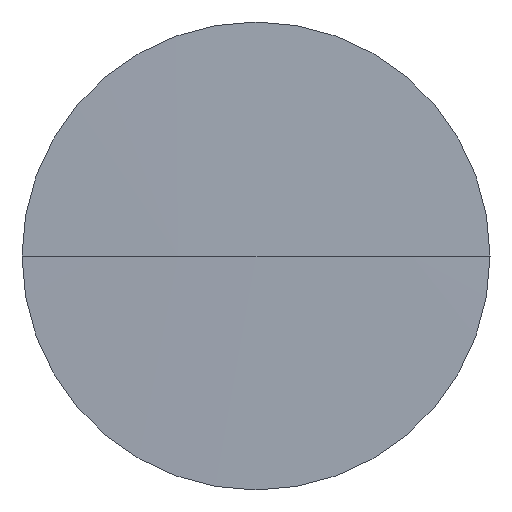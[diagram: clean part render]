
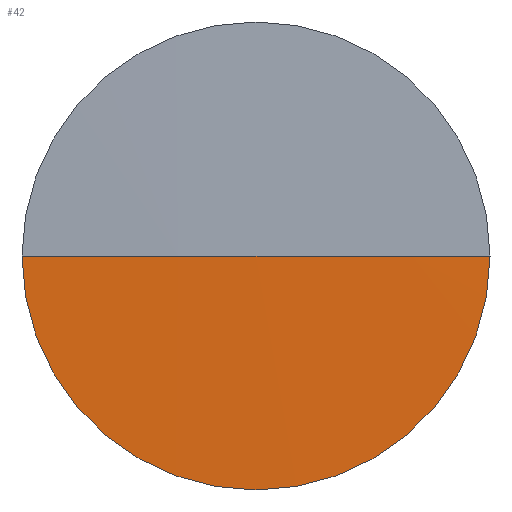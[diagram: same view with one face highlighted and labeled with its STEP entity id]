
A CAD part, left-side view. The second image highlights one B-rep face of the part: STEP entity #42.
In plain terms, the highlighted spherical face has radius 733.069 mm.
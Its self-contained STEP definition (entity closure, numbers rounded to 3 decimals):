
#2 = FACE_OUTER_BOUND ( 'NONE', #268, .T. ) ;
#6 = EDGE_CURVE ( 'NONE', #294, #297, #79, .T. ) ;
#13 = DIRECTION ( 'NONE',  ( 0., 1., 0. ) ) ;
#27 = EDGE_CURVE ( 'NONE', #90, #294, #164, .T. ) ;
#42 = ADVANCED_FACE ( 'NONE', ( #2 ), #155, .T. ) ;
#47 = EDGE_CURVE ( 'NONE', #56, #297, #290, .T. ) ;
#48 = CARTESIAN_POINT ( 'NONE',  ( 84.958, 48.616, 0. ) ) ;
#56 = VERTEX_POINT ( 'NONE', #75 ) ;
#75 = CARTESIAN_POINT ( 'NONE',  ( 84.958, 61.316, 0. ) ) ;
#78 = DIRECTION ( 'NONE',  ( -1., 0., 0. ) ) ;
#79 = CIRCLE ( 'NONE', #153, 733.07 ) ;
#90 = VERTEX_POINT ( 'NONE', #118 ) ;
#99 = ORIENTED_EDGE ( 'NONE', *, *, #315, .T. ) ;
#108 = DIRECTION ( 'NONE',  ( 0., 1., 0. ) ) ;
#118 = CARTESIAN_POINT ( 'NONE',  ( 84.958, 48.616, -12.7 ) ) ;
#120 = DIRECTION ( 'NONE',  ( 0., 0., 1. ) ) ;
#127 = ORIENTED_EDGE ( 'NONE', *, *, #6, .T. ) ;
#130 = AXIS2_PLACEMENT_3D ( 'NONE', #200, #316, #143 ) ;
#134 = CARTESIAN_POINT ( 'NONE',  ( 84.958, 48.616, 0. ) ) ;
#137 = AXIS2_PLACEMENT_3D ( 'NONE', #48, #78, #271 ) ;
#143 = DIRECTION ( 'NONE',  ( 1., 0., 0. ) ) ;
#144 = AXIS2_PLACEMENT_3D ( 'NONE', #134, #236, #120 ) ;
#153 = AXIS2_PLACEMENT_3D ( 'NONE', #263, #292, #13 ) ;
#155 = SPHERICAL_SURFACE ( 'NONE', #326, 733.07 ) ;
#164 = CIRCLE ( 'NONE', #137, 12.7 ) ;
#170 = DIRECTION ( 'NONE',  ( 0., 0., -1. ) ) ;
#179 = ORIENTED_EDGE ( 'NONE', *, *, #47, .F. ) ;
#184 = CARTESIAN_POINT ( 'NONE',  ( 84.958, 35.916, 0. ) ) ;
#196 = CARTESIAN_POINT ( 'NONE',  ( 84.848, 48.616, 0. ) ) ;
#198 = ORIENTED_EDGE ( 'NONE', *, *, #27, .T. ) ;
#200 = CARTESIAN_POINT ( 'NONE',  ( 817.918, 48.616, 0. ) ) ;
#236 = DIRECTION ( 'NONE',  ( -1., 0., 0. ) ) ;
#257 = CIRCLE ( 'NONE', #144, 12.7 ) ;
#263 = CARTESIAN_POINT ( 'NONE',  ( 817.918, 48.616, 0. ) ) ;
#268 = EDGE_LOOP ( 'NONE', ( #99, #198, #127, #179 ) ) ;
#271 = DIRECTION ( 'NONE',  ( 0., 0., 1. ) ) ;
#290 = CIRCLE ( 'NONE', #130, 733.07 ) ;
#292 = DIRECTION ( 'NONE',  ( 0., 0., -1. ) ) ;
#294 = VERTEX_POINT ( 'NONE', #184 ) ;
#295 = CARTESIAN_POINT ( 'NONE',  ( 817.918, 48.616, 0. ) ) ;
#297 = VERTEX_POINT ( 'NONE', #196 ) ;
#315 = EDGE_CURVE ( 'NONE', #56, #90, #257, .T. ) ;
#316 = DIRECTION ( 'NONE',  ( 0., 0., 1. ) ) ;
#326 = AXIS2_PLACEMENT_3D ( 'NONE', #295, #170, #108 ) ;
